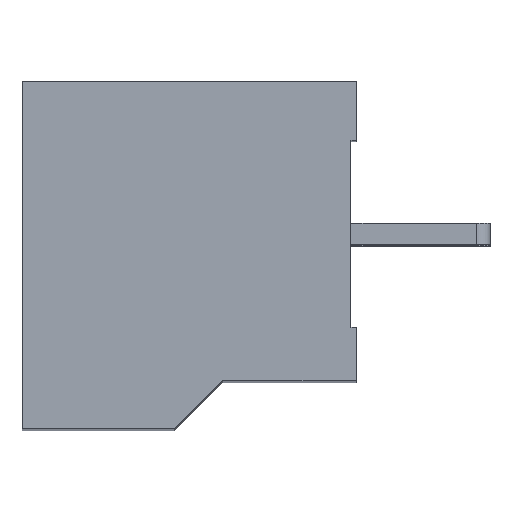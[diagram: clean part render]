
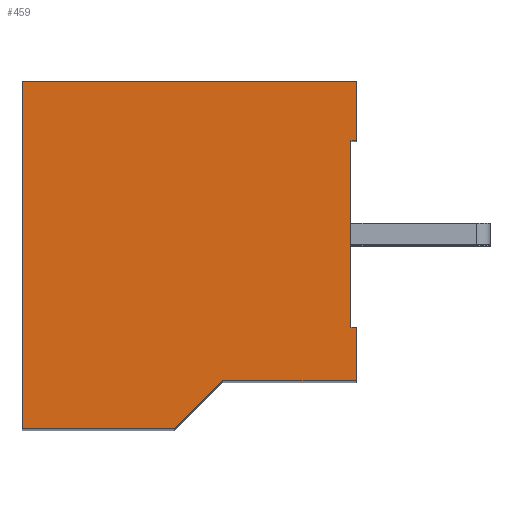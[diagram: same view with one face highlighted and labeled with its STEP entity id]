
A CAD part, top view. The second image highlights one B-rep face of the part: STEP entity #459.
In plain terms, the highlighted planar face has unit normal (0, 0, 1).
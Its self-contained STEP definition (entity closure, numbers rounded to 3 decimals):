
#459 = ADVANCED_FACE( '', ( #1171 ), #1172, .T. );
#1171 = FACE_OUTER_BOUND( '', #2181, .T. );
#1172 = PLANE( '', #2182 );
#2181 = EDGE_LOOP( '', ( #3316, #3317, #3318, #3319, #3320, #3321, #3322, #3323, #3324, #3325 ) );
#2182 = AXIS2_PLACEMENT_3D( '', #3326, #3327, #3328 );
#3316 = ORIENTED_EDGE( '', *, *, #6175, .F. );
#3317 = ORIENTED_EDGE( '', *, *, #6176, .F. );
#3318 = ORIENTED_EDGE( '', *, *, #6177, .T. );
#3319 = ORIENTED_EDGE( '', *, *, #6178, .F. );
#3320 = ORIENTED_EDGE( '', *, *, #6179, .F. );
#3321 = ORIENTED_EDGE( '', *, *, #6180, .T. );
#3322 = ORIENTED_EDGE( '', *, *, #6181, .F. );
#3323 = ORIENTED_EDGE( '', *, *, #6182, .F. );
#3324 = ORIENTED_EDGE( '', *, *, #6183, .T. );
#3325 = ORIENTED_EDGE( '', *, *, #6184, .F. );
#3326 = CARTESIAN_POINT( '', ( 12.003, -10.629, 0. ) );
#3327 = DIRECTION( '', ( 0., 0., 1. ) );
#3328 = DIRECTION( '', ( 1., 0., 0. ) );
#6175 = EDGE_CURVE( '', #7426, #7427, #7428, .T. );
#6176 = EDGE_CURVE( '', #7429, #7426, #7430, .T. );
#6177 = EDGE_CURVE( '', #7429, #7431, #7432, .T. );
#6178 = EDGE_CURVE( '', #7433, #7431, #7434, .T. );
#6179 = EDGE_CURVE( '', #7435, #7433, #7436, .T. );
#6180 = EDGE_CURVE( '', #7435, #7437, #7438, .T. );
#6181 = EDGE_CURVE( '', #7439, #7437, #7440, .T. );
#6182 = EDGE_CURVE( '', #7441, #7439, #7442, .T. );
#6183 = EDGE_CURVE( '', #7441, #7443, #7444, .T. );
#6184 = EDGE_CURVE( '', #7427, #7443, #7445, .T. );
#7426 = VERTEX_POINT( '', #9218 );
#7427 = VERTEX_POINT( '', #9219 );
#7428 = LINE( '', #9220, #9221 );
#7429 = VERTEX_POINT( '', #9222 );
#7430 = LINE( '', #9223, #9224 );
#7431 = VERTEX_POINT( '', #9225 );
#7432 = LINE( '', #9226, #9227 );
#7433 = VERTEX_POINT( '', #9228 );
#7434 = LINE( '', #9229, #9230 );
#7435 = VERTEX_POINT( '', #9231 );
#7436 = LINE( '', #9232, #9233 );
#7437 = VERTEX_POINT( '', #9234 );
#7438 = LINE( '', #9235, #9236 );
#7439 = VERTEX_POINT( '', #9237 );
#7440 = LINE( '', #9238, #9239 );
#7441 = VERTEX_POINT( '', #9240 );
#7442 = LINE( '', #9241, #9242 );
#7443 = VERTEX_POINT( '', #9243 );
#7444 = LINE( '', #9244, #9245 );
#7445 = LINE( '', #9246, #9247 );
#9218 = CARTESIAN_POINT( '', ( 5.7, -13., 0. ) );
#9219 = CARTESIAN_POINT( '', ( 0., -13., 0. ) );
#9220 = CARTESIAN_POINT( '', ( 10.298, -13., 0. ) );
#9221 = VECTOR( '', #11486, 1000. );
#9222 = CARTESIAN_POINT( '', ( 7.5, -11.2, 0. ) );
#9223 = CARTESIAN_POINT( '', ( 7.5, -11.2, 0. ) );
#9224 = VECTOR( '', #11487, 1000. );
#9225 = CARTESIAN_POINT( '', ( 12.5, -11.2, 0. ) );
#9226 = CARTESIAN_POINT( '', ( 10.298, -11.2, 0. ) );
#9227 = VECTOR( '', #11488, 1000. );
#9228 = CARTESIAN_POINT( '', ( 12.5, -9.2, 0. ) );
#9229 = CARTESIAN_POINT( '', ( 12.5, -9.2, 0. ) );
#9230 = VECTOR( '', #11489, 1000. );
#9231 = CARTESIAN_POINT( '', ( 12.3, -9.2, 0. ) );
#9232 = CARTESIAN_POINT( '', ( 12.182, -9.2, 0. ) );
#9233 = VECTOR( '', #11490, 1000. );
#9234 = CARTESIAN_POINT( '', ( 12.3, -2.2, 0. ) );
#9235 = CARTESIAN_POINT( '', ( 12.3, -12.3, 0. ) );
#9236 = VECTOR( '', #11491, 1000. );
#9237 = CARTESIAN_POINT( '', ( 12.5, -2.2, 0. ) );
#9238 = CARTESIAN_POINT( '', ( 12.5, -2.2, 0. ) );
#9239 = VECTOR( '', #11492, 1000. );
#9240 = CARTESIAN_POINT( '', ( 12.5, 0., 0. ) );
#9241 = CARTESIAN_POINT( '', ( 12.5, 0., 0. ) );
#9242 = VECTOR( '', #11493, 1000. );
#9243 = CARTESIAN_POINT( '', ( 0., 0., 0. ) );
#9244 = CARTESIAN_POINT( '', ( 12.2, 0., 0. ) );
#9245 = VECTOR( '', #11494, 1000. );
#9246 = CARTESIAN_POINT( '', ( 0., -12.05, 0. ) );
#9247 = VECTOR( '', #11495, 1000. );
#11486 = DIRECTION( '', ( -1., 0., 0. ) );
#11487 = DIRECTION( '', ( -0.707, -0.707, 0. ) );
#11488 = DIRECTION( '', ( 1., 0., 0. ) );
#11489 = DIRECTION( '', ( 0., -1., 0. ) );
#11490 = DIRECTION( '', ( 1., 0., 0. ) );
#11491 = DIRECTION( '', ( 0., 1., 0. ) );
#11492 = DIRECTION( '', ( -1., 0., 0. ) );
#11493 = DIRECTION( '', ( 0., -1., 0. ) );
#11494 = DIRECTION( '', ( -1., 0., 0. ) );
#11495 = DIRECTION( '', ( 0., 1., 0. ) );
